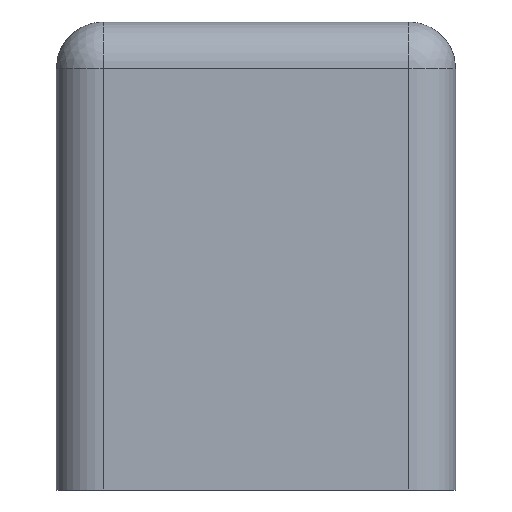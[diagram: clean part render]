
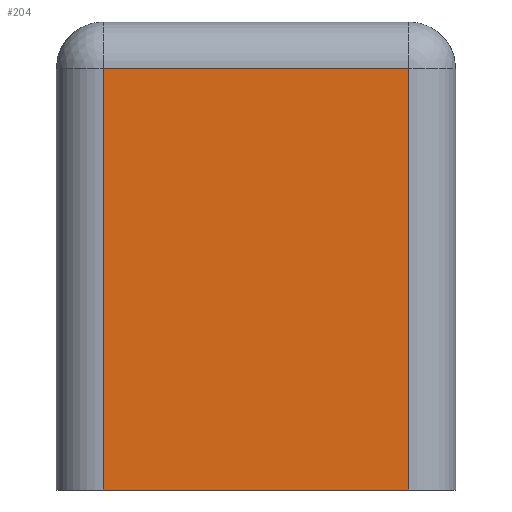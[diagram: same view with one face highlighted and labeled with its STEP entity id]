
A CAD part, front view. The second image highlights one B-rep face of the part: STEP entity #204.
In plain terms, the highlighted planar face has unit normal (0, -1, 0).
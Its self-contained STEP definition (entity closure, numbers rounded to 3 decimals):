
#15=PLANE('',#244);
#23=LINE('',#344,#38);
#26=LINE('',#359,#41);
#29=LINE('',#363,#44);
#32=LINE('',#368,#47);
#38=VECTOR('',#278,10.);
#41=VECTOR('',#295,10.);
#44=VECTOR('',#300,10.);
#47=VECTOR('',#307,10.);
#65=FACE_OUTER_BOUND('',#79,.T.);
#79=EDGE_LOOP('',(#171,#172,#173,#174));
#101=VERTEX_POINT('',#333);
#104=VERTEX_POINT('',#340);
#108=VERTEX_POINT('',#352);
#110=VERTEX_POINT('',#357);
#122=EDGE_CURVE('',#101,#104,#23,.T.);
#129=EDGE_CURVE('',#110,#108,#26,.T.);
#132=EDGE_CURVE('',#108,#101,#29,.T.);
#135=EDGE_CURVE('',#110,#104,#32,.T.);
#171=ORIENTED_EDGE('',*,*,#122,.F.);
#172=ORIENTED_EDGE('',*,*,#132,.F.);
#173=ORIENTED_EDGE('',*,*,#129,.F.);
#174=ORIENTED_EDGE('',*,*,#135,.T.);
#204=ADVANCED_FACE('',(#65),#15,.T.);
#244=AXIS2_PLACEMENT_3D('',#367,#305,#306);
#278=DIRECTION('',(0.,0.,-1.));
#295=DIRECTION('',(0.,0.,1.));
#300=DIRECTION('',(1.,0.,0.));
#305=DIRECTION('center_axis',(0.,-1.,0.));
#306=DIRECTION('ref_axis',(1.,0.,0.));
#307=DIRECTION('',(1.,0.,0.));
#333=CARTESIAN_POINT('',(8.268,0.,9.));
#340=CARTESIAN_POINT('',(8.268,0.,0.));
#344=CARTESIAN_POINT('',(8.268,0.,0.));
#352=CARTESIAN_POINT('',(1.732,0.,9.));
#357=CARTESIAN_POINT('',(1.732,0.,0.));
#359=CARTESIAN_POINT('',(1.732,0.,0.));
#363=CARTESIAN_POINT('',(2.5,0.,9.));
#367=CARTESIAN_POINT('Origin',(0.,0.,0.));
#368=CARTESIAN_POINT('',(0.,0.,0.));
